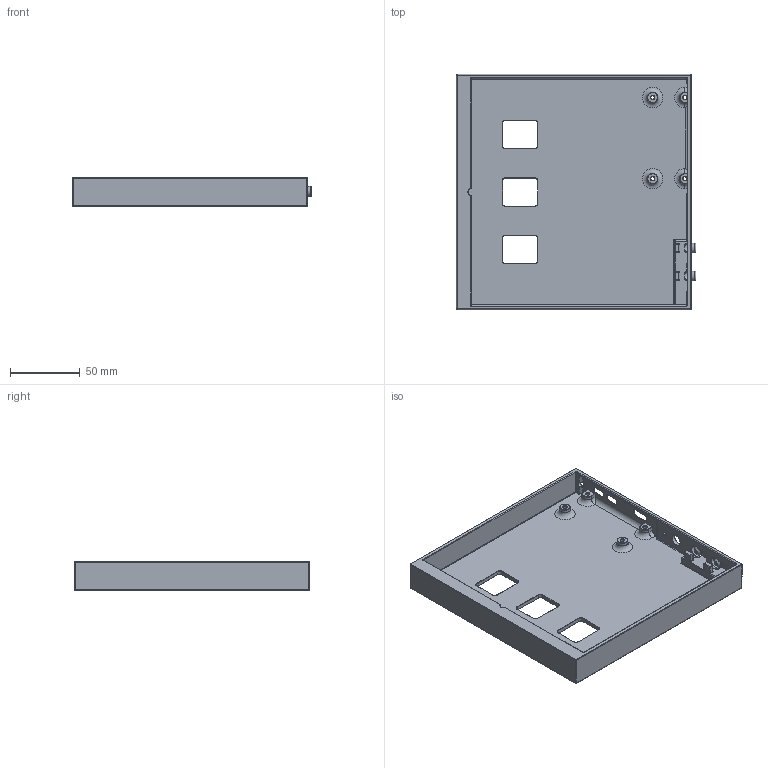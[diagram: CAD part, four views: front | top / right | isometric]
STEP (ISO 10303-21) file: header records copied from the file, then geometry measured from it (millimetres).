
FILE_DESCRIPTION(/* description */ (''),/* implementation_level */ '2;1');
FILE_NAME(/* name */ 'Bottom.step',/* time_stamp */ '2025-05-02T11:25:03+02:00',/* author */ (''),/* organization */ (''),/* preprocessor_version */ 'ST-DEVELOPER v20.1',/* originating_system */ 'Autodesk Translation Framework v14.4.0.0',/* authorisation */ '');
FILE_SCHEMA (('AUTOMOTIVE_DESIGN { 1 0 10303 214 3 1 1 }'));
Length unit declared in the file: centimetre
Products named in the file (2): Bottom; bottem (1)
Assembly tree (1 placements, depth 2):
  Bottom
    bottem (1)
Bounding box: 171 x 168 x 21 mm (x, y, z)
Volume: 120289.7 mm3; surface area: 82465.6 mm2
Topology: 1 solids, 1 shells, 536 faces, 1265 edges, 710 vertices
Faces by surface type: cylinder 229, torus 131, plane 90, bspline 61, sphere 20, cone 5
Full cylindrical faces by diameter (mm): 2.7 x5, 4 x2, 6 x4, 7 x2, 7.5 x2, 8 x1
Entity records: 17025 total; most frequent: CARTESIAN_POINT 4694, DIRECTION 2777, ORIENTED_EDGE 2482, EDGE_CURVE 1241, AXIS2_PLACEMENT_3D 1158, VERTEX_POINT 710, CIRCLE 625, EDGE_LOOP 571
